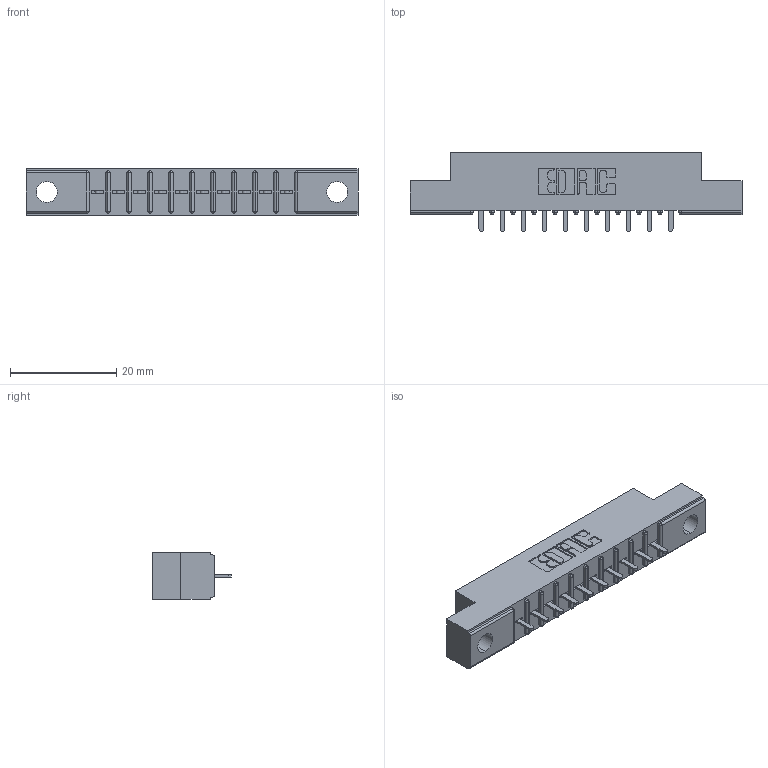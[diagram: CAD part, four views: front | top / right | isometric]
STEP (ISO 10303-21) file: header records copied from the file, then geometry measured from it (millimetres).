
FILE_DESCRIPTION (( 'STEP AP203' ), '1' );
FILE_NAME ('316-010-421-104.STEP', '2020-09-22T15:26:31', ( '' ), ( '' ), 'SwSTEP 2.0', 'SolidWorks 2020', '' );
FILE_SCHEMA (( 'CONFIG_CONTROL_DESIGN' ));
Length unit declared in the file: inch
Products named in the file (3): 306 Part_.156 Dia; 316-010-421-104; 306-290-001_121
Assembly tree (11 placements, depth 2):
  316-010-421-104
    306 Part_.156 Dia
    306-290-001_121  x10
Bounding box: 62.64 x 14.88 x 8.71 mm (x, y, z)
Volume: 4116.1 mm3; surface area: 5491.7 mm2
Topology: 11 solids, 11 shells, 830 faces, 2322 edges, 1492 vertices
Faces by surface type: plane 552, cylinder 238, sphere 40
Entity records: 13845 total; most frequent: CARTESIAN_POINT 2323, ORIENTED_EDGE 2296, DIRECTION 2286, EDGE_CURVE 1148, VECTOR 888, LINE 888, VERTEX_POINT 736, AXIS2_PLACEMENT_3D 699
